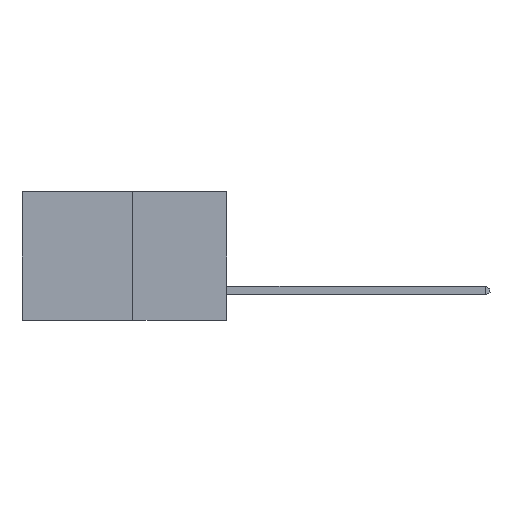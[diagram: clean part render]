
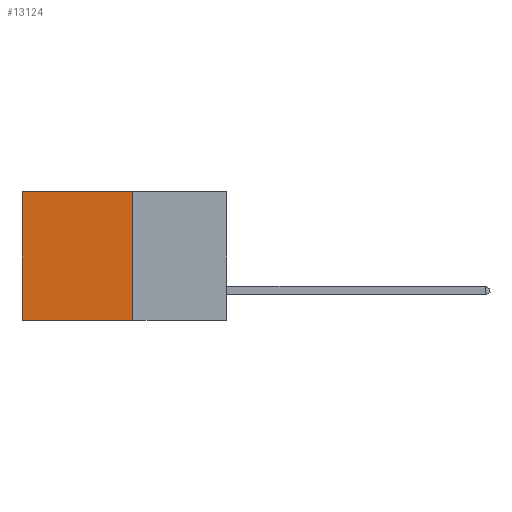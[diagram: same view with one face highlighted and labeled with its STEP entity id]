
A CAD part, left-side view. The second image highlights one B-rep face of the part: STEP entity #13124.
In plain terms, the highlighted planar face has unit normal (-1, 0, 0).
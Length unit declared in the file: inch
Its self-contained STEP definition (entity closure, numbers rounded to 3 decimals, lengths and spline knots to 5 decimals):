
#16 = EDGE_CURVE ( 'NONE', #5522, #12531, #1921, .T. ) ;
#334 = EDGE_CURVE ( 'NONE', #5047, #1727, #10345, .T. ) ;
#455 = ORIENTED_EDGE ( 'NONE', *, *, #591, .T. ) ;
#478 = ORIENTED_EDGE ( 'NONE', *, *, #16, .F. ) ;
#496 = ORIENTED_EDGE ( 'NONE', *, *, #1121, .F. ) ;
#532 = ORIENTED_EDGE ( 'NONE', *, *, #334, .T. ) ;
#591 = EDGE_CURVE ( 'NONE', #1727, #12531, #8259, .T. ) ;
#1011 = EDGE_LOOP ( 'NONE', ( #455, #478, #496, #532 ) ) ;
#1121 = EDGE_CURVE ( 'NONE', #5047, #5522, #7611, .T. ) ;
#1599 = DIRECTION ( 'NONE',  ( 1., 0., 0. ) ) ;
#1727 = VERTEX_POINT ( 'NONE', #6323 ) ;
#1811 = CARTESIAN_POINT ( 'NONE',  ( 0.277, 0.59, -0.37 ) ) ;
#1832 = DIRECTION ( 'NONE',  ( 0., 0., -1. ) ) ;
#1921 = LINE ( 'NONE', #4676, #9910 ) ;
#2132 = CARTESIAN_POINT ( 'NONE',  ( 0.277, 0.27, -0.37 ) ) ;
#2669 = CARTESIAN_POINT ( 'NONE',  ( 0.277, 0.27, -0.37 ) ) ;
#3355 = DIRECTION ( 'NONE',  ( 0., 1., 0. ) ) ;
#4676 = CARTESIAN_POINT ( 'NONE',  ( 0.277, 0.27, -0.37 ) ) ;
#4920 = FACE_OUTER_BOUND ( 'NONE', #1011, .T. ) ;
#5047 = VERTEX_POINT ( 'NONE', #10174 ) ;
#5522 = VERTEX_POINT ( 'NONE', #2669 ) ;
#6076 = PLANE ( 'NONE',  #8756 ) ;
#6121 = DIRECTION ( 'NONE',  ( 0., 0., -1. ) ) ;
#6323 = CARTESIAN_POINT ( 'NONE',  ( 0.277, 0.59, 0. ) ) ;
#6608 = CARTESIAN_POINT ( 'NONE',  ( 0.277, 0.59, -0.37 ) ) ;
#7097 = CARTESIAN_POINT ( 'NONE',  ( 0.277, 0.27, -0.37 ) ) ;
#7611 = LINE ( 'NONE', #2132, #12558 ) ;
#7958 = VECTOR ( 'NONE', #1832, 39.37008 ) ;
#8259 = LINE ( 'NONE', #1811, #7958 ) ;
#8756 = AXIS2_PLACEMENT_3D ( 'NONE', #7097, #1599, #9028 ) ;
#9028 = DIRECTION ( 'NONE',  ( 0., 0., -1. ) ) ;
#9910 = VECTOR ( 'NONE', #10998, 39.37008 ) ;
#10046 = VECTOR ( 'NONE', #3355, 39.37008 ) ;
#10174 = CARTESIAN_POINT ( 'NONE',  ( 0.277, 0.27, 0. ) ) ;
#10345 = LINE ( 'NONE', #10850, #10046 ) ;
#10850 = CARTESIAN_POINT ( 'NONE',  ( 0.277, 0.27, 0. ) ) ;
#10998 = DIRECTION ( 'NONE',  ( 0., 1., 0. ) ) ;
#12531 = VERTEX_POINT ( 'NONE', #6608 ) ;
#12558 = VECTOR ( 'NONE', #6121, 39.37008 ) ;
#13124 = ADVANCED_FACE ( 'NONE', ( #4920 ), #6076, .F. ) ;
